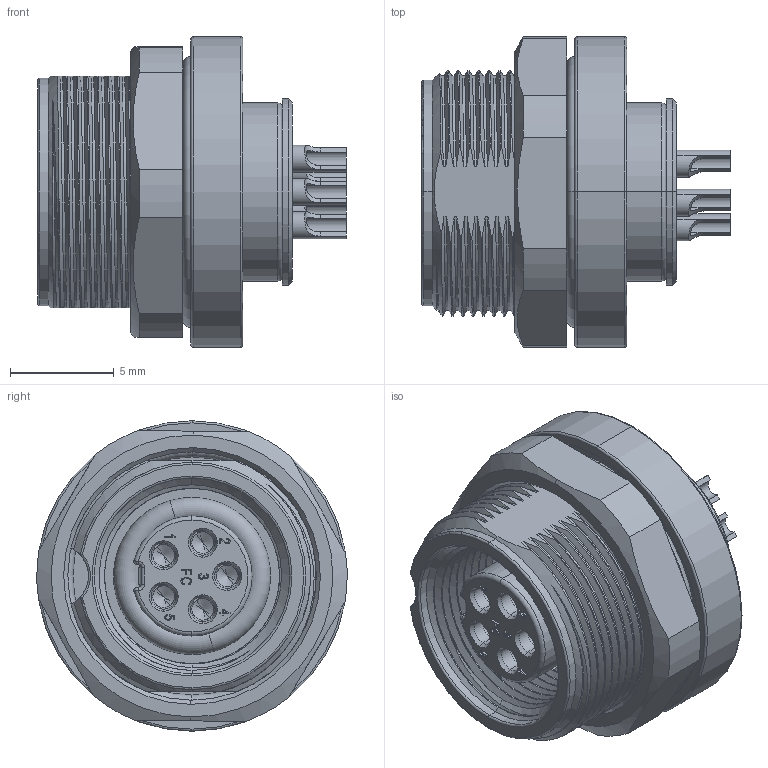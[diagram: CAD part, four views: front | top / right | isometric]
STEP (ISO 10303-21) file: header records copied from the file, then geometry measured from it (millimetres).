
FILE_DESCRIPTION (( 'STEP AP203' ), '1' );
FILE_NAME ('P69.STEP', '2020-03-30T08:43:05', ( 'edpusr' ), ( 'Microsoft' ), 'SwSTEP 2.0', 'SolidWorks 2015', '' );
FILE_SCHEMA (( 'CONFIG_CONTROL_DESIGN' ));
Length unit declared in the file: millimetre
Products named in the file (1): P69
Bounding box: 14.9 x 15 x 15 mm (x, y, z)
Volume: 1135.2 mm3; surface area: 2932 mm2
Topology: 12 solids, 12 shells, 743 faces, 1936 edges, 1239 vertices
Faces by surface type: cylinder 236, plane 225, bspline 153, cone 88, torus 41
Entity records: 55097 total; most frequent: CARTESIAN_POINT 38359, ORIENTED_EDGE 3832, DIRECTION 2974, EDGE_CURVE 1916, VERTEX_POINT 1239, AXIS2_PLACEMENT_3D 1042, LINE 890, VECTOR 890
